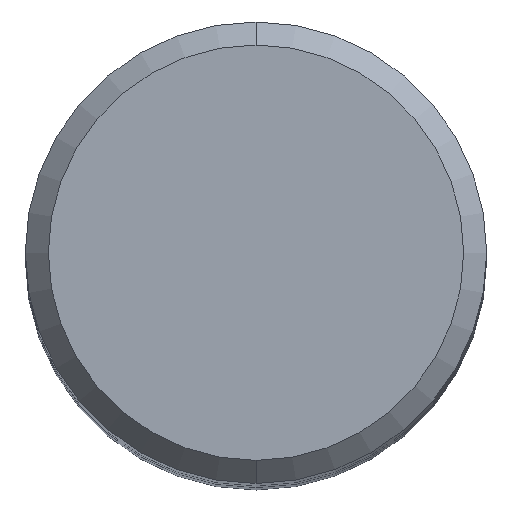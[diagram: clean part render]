
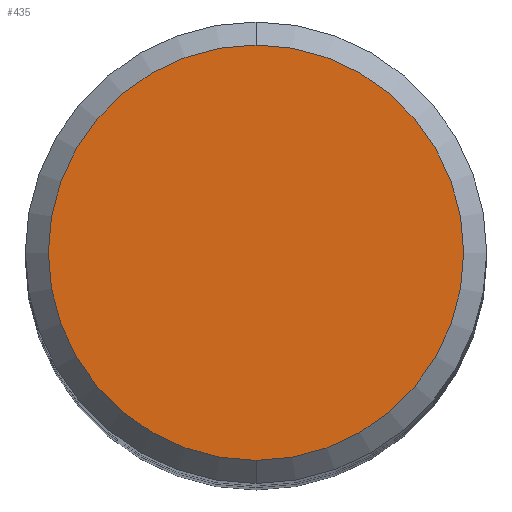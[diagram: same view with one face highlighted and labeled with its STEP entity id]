
A CAD part, top view. The second image highlights one B-rep face of the part: STEP entity #435.
In plain terms, the highlighted planar face has unit normal (0, 0, 1).
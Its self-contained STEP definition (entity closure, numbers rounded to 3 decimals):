
#229=VERTEX_POINT('',#529);
#287=VERTEX_POINT('',#592);
#331=EDGE_CURVE('',#229,#287,#639,.T.);
#401=EDGE_CURVE('',#287,#229,#714,.T.);
#435=ADVANCED_FACE('',(#753),#754,.T.);
#529=CARTESIAN_POINT('',(0.,-7.2,0.0));
#592=CARTESIAN_POINT('',(0.0,7.2,0.0));
#639=CIRCLE('',#1158,7.2);
#714=CIRCLE('',#1373,7.2);
#753=FACE_OUTER_BOUND('',#1433,.T.);
#754=PLANE('',#1434);
#1158=AXIS2_PLACEMENT_3D('',#1641,#1642,#1643);
#1373=AXIS2_PLACEMENT_3D('',#1721,#1722,#1723);
#1433=EDGE_LOOP('',(#1770,#1771));
#1434=AXIS2_PLACEMENT_3D('',#1772,#1773,#1774);
#1641=CARTESIAN_POINT('',(0.0,0.0,0.0));
#1642=DIRECTION('',(0.0,0.0,-1.0));
#1643=DIRECTION('',(0.0,1.0,0.0));
#1721=CARTESIAN_POINT('',(0.0,0.0,0.0));
#1722=DIRECTION('',(0.0,0.0,-1.0));
#1723=DIRECTION('',(0.0,1.0,0.0));
#1770=ORIENTED_EDGE('',*,*,#401,.F.);
#1771=ORIENTED_EDGE('',*,*,#331,.F.);
#1772=CARTESIAN_POINT('',(0.0,3.6,0.0));
#1773=DIRECTION('',(-0.0,0.0,1.0));
#1774=DIRECTION('',(0.0,-1.0,0.0));
